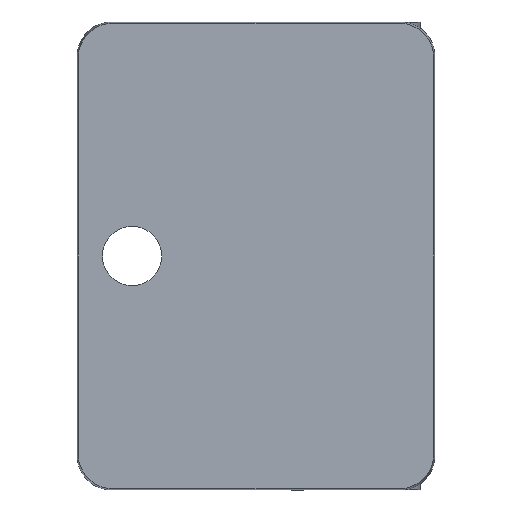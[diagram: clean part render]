
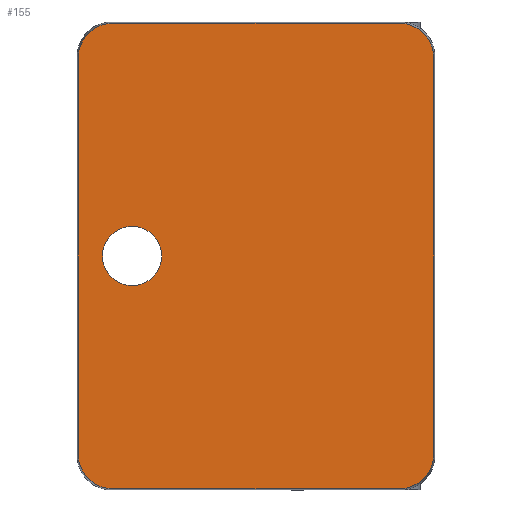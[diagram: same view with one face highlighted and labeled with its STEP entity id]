
A CAD part, front view. The second image highlights one B-rep face of the part: STEP entity #155.
In plain terms, the highlighted planar face has unit normal (0, -1, 0).
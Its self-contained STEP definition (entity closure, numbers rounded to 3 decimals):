
#38=FACE_BOUND('',#304,.T.);
#39=FACE_BOUND('',#305,.T.);
#155=ADVANCED_FACE('',(#38,#39),#205,.F.);
#205=PLANE('',#1647);
#304=EDGE_LOOP('',(#479));
#305=EDGE_LOOP('',(#480,#481,#482,#483,#484,#485,#486,#487));
#367=ELLIPSE('',#1643,2.503,2.5);
#368=ELLIPSE('',#1644,2.503,2.5);
#369=ELLIPSE('',#1645,2.503,2.5);
#370=ELLIPSE('',#1646,2.503,2.5);
#479=ORIENTED_EDGE('',*,*,#969,.T.);
#480=ORIENTED_EDGE('',*,*,#970,.T.);
#481=ORIENTED_EDGE('',*,*,#971,.T.);
#482=ORIENTED_EDGE('',*,*,#972,.T.);
#483=ORIENTED_EDGE('',*,*,#973,.F.);
#484=ORIENTED_EDGE('',*,*,#974,.F.);
#485=ORIENTED_EDGE('',*,*,#975,.F.);
#486=ORIENTED_EDGE('',*,*,#976,.T.);
#487=ORIENTED_EDGE('',*,*,#977,.T.);
#815=VERTEX_POINT('',#2475);
#816=VERTEX_POINT('',#2477);
#817=VERTEX_POINT('',#2478);
#818=VERTEX_POINT('',#2480);
#819=VERTEX_POINT('',#2482);
#820=VERTEX_POINT('',#2484);
#821=VERTEX_POINT('',#2486);
#822=VERTEX_POINT('',#2488);
#823=VERTEX_POINT('',#2490);
#969=EDGE_CURVE('',#815,#815,#1134,.T.);
#970=EDGE_CURVE('',#816,#817,#1327,.T.);
#971=EDGE_CURVE('',#817,#818,#367,.T.);
#972=EDGE_CURVE('',#818,#819,#1328,.T.);
#973=EDGE_CURVE('',#820,#819,#368,.T.);
#974=EDGE_CURVE('',#821,#820,#1329,.T.);
#975=EDGE_CURVE('',#822,#821,#369,.T.);
#976=EDGE_CURVE('',#822,#823,#1330,.T.);
#977=EDGE_CURVE('',#823,#816,#370,.T.);
#1134=CIRCLE('',#1642,2.15);
#1327=LINE('',#2476,#1419);
#1328=LINE('',#2481,#1420);
#1329=LINE('',#2485,#1421);
#1330=LINE('',#2489,#1422);
#1419=VECTOR('',#1958,1.);
#1420=VECTOR('',#1961,1.);
#1421=VECTOR('',#1964,1.);
#1422=VECTOR('',#1967,1.);
#1642=AXIS2_PLACEMENT_3D('',#2474,#1956,#1957);
#1643=AXIS2_PLACEMENT_3D('',#2479,#1959,#1960);
#1644=AXIS2_PLACEMENT_3D('',#2483,#1962,#1963);
#1645=AXIS2_PLACEMENT_3D('',#2487,#1965,#1966);
#1646=AXIS2_PLACEMENT_3D('',#2491,#1968,#1969);
#1647=AXIS2_PLACEMENT_3D('',#2492,#1970,#1971);
#1956=DIRECTION('',(0.,1.,0.));
#1957=DIRECTION('',(-1.,0.,0.));
#1958=DIRECTION('',(-1.,0.,0.));
#1959=DIRECTION('',(0.,-1.,0.));
#1960=DIRECTION('',(-0.707,0.,0.707));
#1961=DIRECTION('',(0.,0.,-1.));
#1962=DIRECTION('',(0.,1.,0.));
#1963=DIRECTION('',(-0.707,0.,-0.707));
#1964=DIRECTION('',(-1.,0.,0.));
#1965=DIRECTION('',(0.,1.,0.));
#1966=DIRECTION('',(0.707,0.,-0.707));
#1967=DIRECTION('',(0.,0.,1.));
#1968=DIRECTION('',(0.,-1.,0.));
#1969=DIRECTION('',(0.707,0.,0.707));
#1970=DIRECTION('',(0.,1.,0.));
#1971=DIRECTION('',(-1.,0.,0.));
#2474=CARTESIAN_POINT('',(38.,47.5,-13.));
#2475=CARTESIAN_POINT('',(35.85,47.5,-13.));
#2476=CARTESIAN_POINT('',(34.,47.5,3.913));
#2477=CARTESIAN_POINT('',(57.414,47.5,3.913));
#2478=CARTESIAN_POINT('',(36.586,47.5,3.913));
#2479=CARTESIAN_POINT('',(36.589,47.5,1.411));
#2480=CARTESIAN_POINT('',(34.087,47.5,1.414));
#2481=CARTESIAN_POINT('',(34.087,47.5,4.));
#2482=CARTESIAN_POINT('',(34.087,47.5,-27.414));
#2483=CARTESIAN_POINT('',(36.589,47.5,-27.411));
#2484=CARTESIAN_POINT('',(36.586,47.5,-29.913));
#2485=CARTESIAN_POINT('',(34.,47.5,-29.913));
#2486=CARTESIAN_POINT('',(57.414,47.5,-29.913));
#2487=CARTESIAN_POINT('',(57.411,47.5,-27.411));
#2488=CARTESIAN_POINT('',(59.913,47.5,-27.414));
#2489=CARTESIAN_POINT('',(59.913,47.5,4.));
#2490=CARTESIAN_POINT('',(59.913,47.5,1.414));
#2491=CARTESIAN_POINT('',(57.411,47.5,1.411));
#2492=CARTESIAN_POINT('',(34.,47.5,4.));
